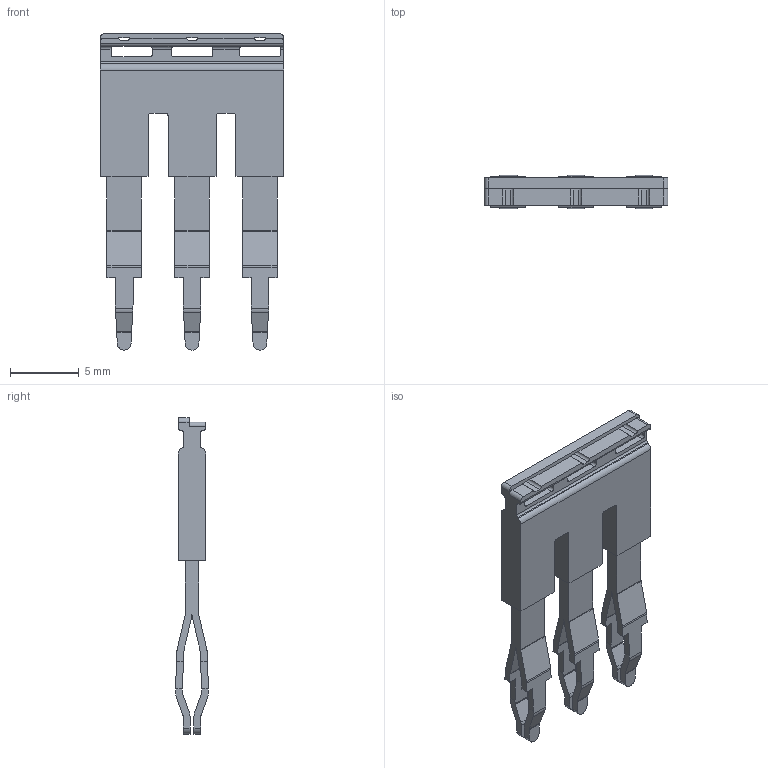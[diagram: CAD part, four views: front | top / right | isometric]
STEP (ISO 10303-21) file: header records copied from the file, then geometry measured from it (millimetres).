
FILE_DESCRIPTION(/* description */ (''),/* implementation_level */ '2;1');
FILE_NAME(/* name */ 'JX2.5_3.stp',/* time_stamp */ '2016-06-24T14:59:30-04:00',/* author */ ('CAD Station'),/* organization */ (''),/* preprocessor_version */ 'ST-DEVELOPER v16.1',/* originating_system */ 'Autodesk Inventor 2016',/* authorisation */ '');
FILE_SCHEMA (('AUTOMOTIVE_DESIGN { 1 0 10303 214 3 1 1 }'));
Length unit declared in the file: metre
Products named in the file (1): JX2.5_3
Bounding box: 13.39 x 2.41 x 23.03 mm (x, y, z)
Volume: 297.2 mm3; surface area: 721.7 mm2
Topology: 1 solids, 1 shells, 244 faces, 753 edges, 502 vertices
Faces by surface type: plane 148, cylinder 88, bspline 8
Entity records: 9109 total; most frequent: CARTESIAN_POINT 2020, ORIENTED_EDGE 1506, DIRECTION 1357, EDGE_CURVE 753, LINE 543, VECTOR 543, VERTEX_POINT 502, AXIS2_PLACEMENT_3D 407
